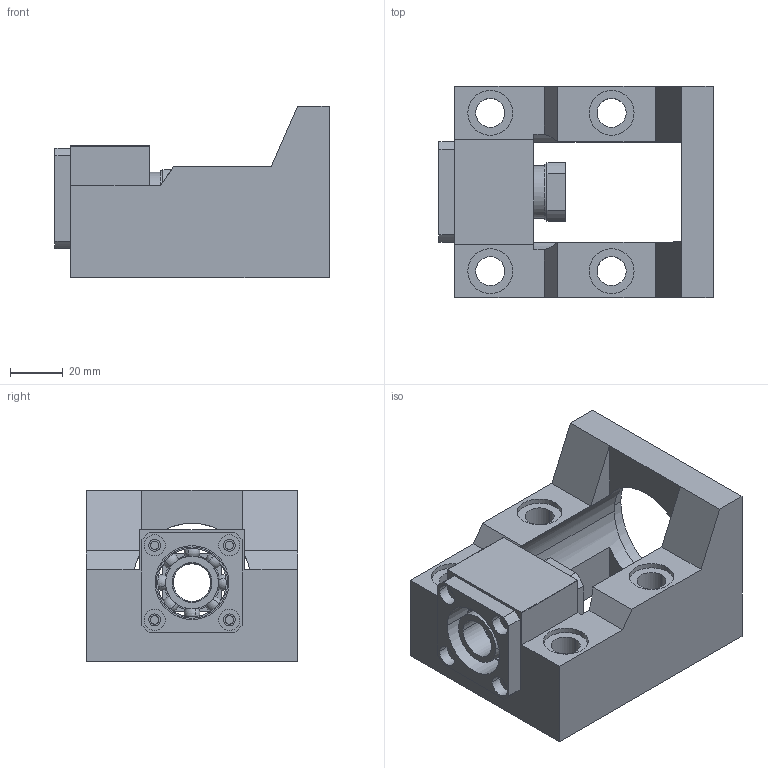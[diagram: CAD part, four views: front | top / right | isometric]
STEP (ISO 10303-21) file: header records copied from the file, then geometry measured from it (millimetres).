
FILE_DESCRIPTION(('CATIA V5 STEP Exchange'),'2;1');
FILE_NAME('TKZB15-60A-XT01580027.stp','2019-10-24T15:47:00+00:00',('none'),('none'),'CATIA Version 5 Release 20 GA (IN-10)','CATIA V5 STEP AP203','none');
FILE_SCHEMA(('CONFIG_CONTROL_DESIGN'));
Length unit declared in the file: millimetre
Products named in the file (1): TKZB15-60A-XT01580027_AllCATPart
Bounding box: 104 x 80 x 65 mm (x, y, z)
Volume: 215851.3 mm3; surface area: 56865 mm2
Topology: 18 solids, 21 shells, 240 faces, 576 edges, 342 vertices
Faces by surface type: cylinder 108, plane 72, sphere 32, torus 24, cone 4
Entity records: 5876 total; most frequent: ORIENTED_EDGE 1024, CARTESIAN_POINT 1017, DIRECTION 780, EDGE_CURVE 512, AXIS2_PLACEMENT_3D 443, VERTEX_POINT 342, CIRCLE 304, EDGE_LOOP 290
